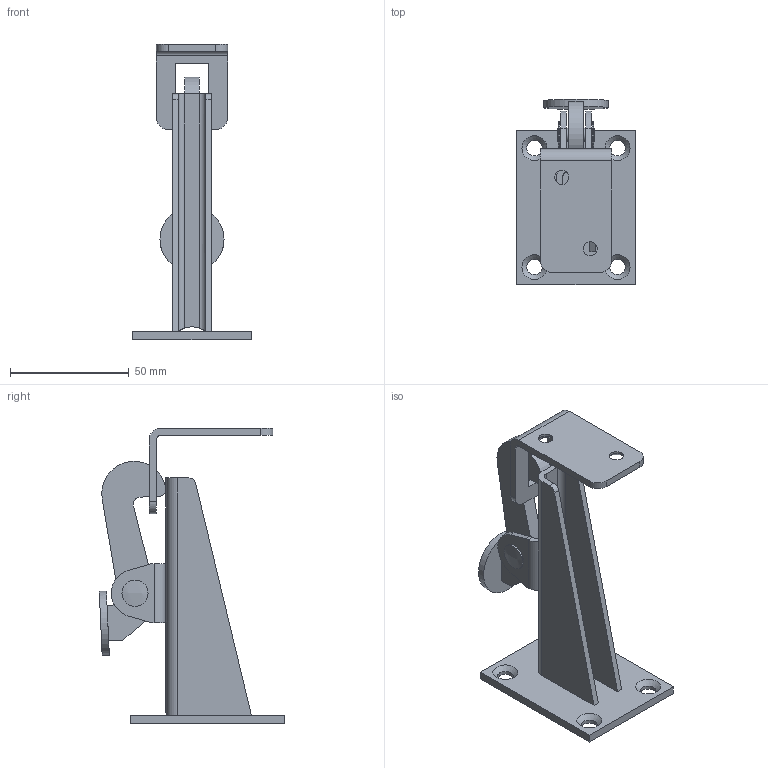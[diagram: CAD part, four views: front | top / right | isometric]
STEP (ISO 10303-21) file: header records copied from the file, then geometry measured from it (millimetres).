
FILE_DESCRIPTION (( 'STEP AP203' ), '1' );
FILE_NAME ('3873.STEP', '2020-01-22T15:48:51', ( '' ), ( '' ), 'SwSTEP 2.0', 'SolidWorks 2015', '' );
FILE_SCHEMA (( 'CONFIG_CONTROL_DESIGN' ));
Length unit declared in the file: millimetre
Products named in the file (9): 3873 Teil3; 3873 Teil2_3873 Teil2; 3873; 3873 Teil1_3873 Teil1; 3873 Teil3_3873 Teil3; 3873 Teil1; 3873 Teil4_3873 Teil4; 3873 Teil4; 3873 Teil2
Assembly tree (4 placements, depth 2):
  3873 Teil3
  3873
    3873 Teil1_3873 Teil1
    3873 Teil2_3873 Teil2
    3873 Teil3_3873 Teil3
    3873 Teil4_3873 Teil4
  3873 Teil1
  3873 Teil4
  3873 Teil2
Bounding box: 50 x 78.05 x 124.5 mm (x, y, z)
Volume: 42723.1 mm3; surface area: 31831.2 mm2
Topology: 4 solids, 4 shells, 275 faces, 726 edges, 480 vertices
Faces by surface type: plane 133, bspline 93, cylinder 41, cone 6, sphere 2
Full cylindrical faces by diameter (mm): 5.5 x1, 5.75 x1, 6 x4, 6.5 x4, 11 x2, 27 x1
Entity records: 13780 total; most frequent: CARTESIAN_POINT 6775, ORIENTED_EDGE 1406, DIRECTION 979, EDGE_CURVE 703, VERTEX_POINT 476, VECTOR 427, LINE 427, EDGE_LOOP 337
